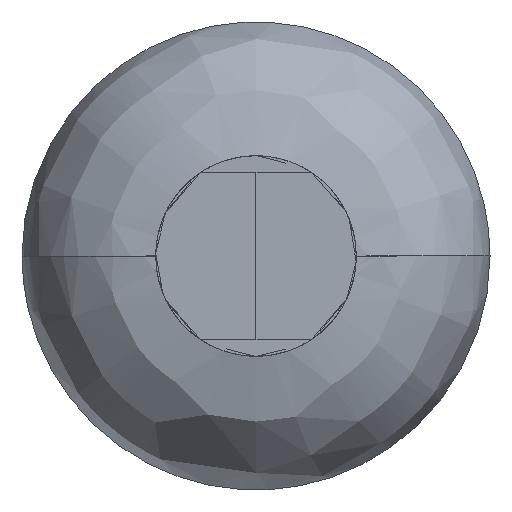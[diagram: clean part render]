
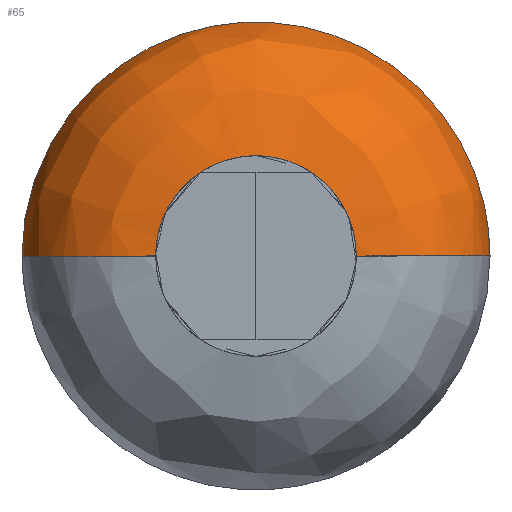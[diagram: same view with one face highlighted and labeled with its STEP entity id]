
A CAD part, front view. The second image highlights one B-rep face of the part: STEP entity #65.
In plain terms, the highlighted free-form (B-spline) face has degree [3, 3] with [7, 4] control points.
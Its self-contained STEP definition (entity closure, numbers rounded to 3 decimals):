
#22 = VERTEX_POINT('',#23);
#23 = CARTESIAN_POINT('',(11.302,-155.,0.));
#41 = VERTEX_POINT('',#42);
#42 = CARTESIAN_POINT('',(-11.302,-155.,0.));
#47 = EDGE_CURVE('',#41,#22,#48,.T.);
#48 = ( BOUNDED_CURVE() B_SPLINE_CURVE(2,(#49,#50,#51,#52,#53),
.UNSPECIFIED.,.F.,.F.) B_SPLINE_CURVE_WITH_KNOTS((3,2,3),(0.,
1.571,3.142),.PIECEWISE_BEZIER_KNOTS.) CURVE() 
GEOMETRIC_REPRESENTATION_ITEM() RATIONAL_B_SPLINE_CURVE((1.,
0.707,1.,0.707,1.)) REPRESENTATION_ITEM('') );
#49 = CARTESIAN_POINT('',(-11.302,-155.,0.));
#50 = CARTESIAN_POINT('',(-11.302,-155.,11.302
    ));
#51 = CARTESIAN_POINT('',(0.,-155.,
    11.302));
#52 = CARTESIAN_POINT('',(11.302,-155.,11.302
    ));
#53 = CARTESIAN_POINT('',(11.302,-155.,
    0.));
#65 = ADVANCED_FACE('',(#66),#99,.T.);
#66 = FACE_BOUND('',#67,.T.);
#67 = EDGE_LOOP('',(#68,#76,#77,#85,#93));
#68 = ORIENTED_EDGE('',*,*,#69,.F.);
#69 = EDGE_CURVE('',#22,#70,#72,.T.);
#70 = VERTEX_POINT('',#71);
#71 = CARTESIAN_POINT('',(4.844,-161.458,
    0.));
#72 = ( BOUNDED_CURVE() B_SPLINE_CURVE(2,(#73,#74,#75),.UNSPECIFIED.,.F.
,.F.) B_SPLINE_CURVE_WITH_KNOTS((3,3),(0.,1.571),
.PIECEWISE_BEZIER_KNOTS.) CURVE() GEOMETRIC_REPRESENTATION_ITEM() 
RATIONAL_B_SPLINE_CURVE((1.,0.707,1.)) REPRESENTATION_ITEM('') 
  );
#73 = CARTESIAN_POINT('',(11.302,-155.,
    0.));
#74 = CARTESIAN_POINT('',(11.302,-161.458,
    0.));
#75 = CARTESIAN_POINT('',(4.844,-161.458,
    0.));
#76 = ORIENTED_EDGE('',*,*,#47,.F.);
#77 = ORIENTED_EDGE('',*,*,#78,.T.);
#78 = EDGE_CURVE('',#41,#79,#81,.T.);
#79 = VERTEX_POINT('',#80);
#80 = CARTESIAN_POINT('',(-4.844,-161.458,
    0.));
#81 = ( BOUNDED_CURVE() B_SPLINE_CURVE(2,(#82,#83,#84),.UNSPECIFIED.,.F.
,.F.) B_SPLINE_CURVE_WITH_KNOTS((3,3),(0.,1.571),
.PIECEWISE_BEZIER_KNOTS.) CURVE() GEOMETRIC_REPRESENTATION_ITEM() 
RATIONAL_B_SPLINE_CURVE((1.,0.707,1.)) REPRESENTATION_ITEM('') 
  );
#82 = CARTESIAN_POINT('',(-11.302,-155.,
    0.));
#83 = CARTESIAN_POINT('',(-11.302,-161.458,
    0.));
#84 = CARTESIAN_POINT('',(-4.844,-161.458,
    0.));
#85 = ORIENTED_EDGE('',*,*,#86,.F.);
#86 = EDGE_CURVE('',#87,#79,#89,.T.);
#87 = VERTEX_POINT('',#88);
#88 = CARTESIAN_POINT('',(0.,-161.458,
    4.844));
#89 = ( BOUNDED_CURVE() B_SPLINE_CURVE(2,(#90,#91,#92),.UNSPECIFIED.,.F.
,.F.) B_SPLINE_CURVE_WITH_KNOTS((3,3),(0.,1.571),
.PIECEWISE_BEZIER_KNOTS.) CURVE() GEOMETRIC_REPRESENTATION_ITEM() 
RATIONAL_B_SPLINE_CURVE((1.,0.707,1.)) REPRESENTATION_ITEM('') 
  );
#90 = CARTESIAN_POINT('',(0.,-161.458,
    4.844));
#91 = CARTESIAN_POINT('',(-4.844,-161.458,4.844
    ));
#92 = CARTESIAN_POINT('',(-4.844,-161.458,
    0.));
#93 = ORIENTED_EDGE('',*,*,#94,.F.);
#94 = EDGE_CURVE('',#70,#87,#95,.T.);
#95 = ( BOUNDED_CURVE() B_SPLINE_CURVE(2,(#96,#97,#98),.UNSPECIFIED.,.F.
,.F.) B_SPLINE_CURVE_WITH_KNOTS((3,3),(0.,1.571),
.PIECEWISE_BEZIER_KNOTS.) CURVE() GEOMETRIC_REPRESENTATION_ITEM() 
RATIONAL_B_SPLINE_CURVE((1.,0.707,1.)) REPRESENTATION_ITEM('') 
  );
#96 = CARTESIAN_POINT('',(4.844,-161.458,
    0.));
#97 = CARTESIAN_POINT('',(4.844,-161.458,4.844)
  );
#98 = CARTESIAN_POINT('',(0.,-161.458,
    4.844));
#99 = ( BOUNDED_SURFACE() B_SPLINE_SURFACE(3,3,(
    (#100,#101,#102,#103)
    ,(#104,#105,#106,#107)
    ,(#108,#109,#110,#111)
    ,(#112,#113,#114,#115)
    ,(#116,#117,#118,#119)
    ,(#120,#121,#122,#123)
    ,(#124,#125,#126,#127
)),.UNSPECIFIED.,.F.,.F.,.F.) B_SPLINE_SURFACE_WITH_KNOTS((4,3,4),(4,4),
  (0.,1.,2.),(0.,1.),.PIECEWISE_BEZIER_KNOTS.) 
GEOMETRIC_REPRESENTATION_ITEM() RATIONAL_B_SPLINE_SURFACE((
    (1.439,1.112,1.112,1.439)
    ,(1.128,0.871,0.871,1.128)
    ,(1.128,0.871,0.871,1.128)
    ,(1.439,1.112,1.112,1.439)
    ,(1.128,0.871,0.871,1.128)
    ,(1.128,0.871,0.871,1.128)
    ,(1.439,1.112,1.112,1.439
))) REPRESENTATION_ITEM('') SURFACE() );
#100 = CARTESIAN_POINT('',(11.244,-154.573,
    -0.993));
#101 = CARTESIAN_POINT('',(11.52,-158.756,
    -1.017));
#102 = CARTESIAN_POINT('',(8.567,-161.72,
    -0.756));
#103 = CARTESIAN_POINT('',(4.4,-161.444,
    -0.388));
#104 = CARTESIAN_POINT('',(11.867,-154.573,
    6.064));
#105 = CARTESIAN_POINT('',(12.158,-158.756,
    6.212));
#106 = CARTESIAN_POINT('',(9.042,-161.72,4.62
    ));
#107 = CARTESIAN_POINT('',(4.644,-161.444,2.373
    ));
#108 = CARTESIAN_POINT('',(7.084,-154.573,
    11.288));
#109 = CARTESIAN_POINT('',(7.257,-158.756,
    11.565));
#110 = CARTESIAN_POINT('',(5.397,-161.72,8.6)
  );
#111 = CARTESIAN_POINT('',(2.772,-161.444,4.418));
#112 = CARTESIAN_POINT('',(0.,-154.573,
    11.288));
#113 = CARTESIAN_POINT('',(0.,-158.756,
    11.565));
#114 = CARTESIAN_POINT('',(0.,-161.72,
    8.6));
#115 = CARTESIAN_POINT('',(0.,-161.444,
    4.418));
#116 = CARTESIAN_POINT('',(-7.084,-154.573,
    11.288));
#117 = CARTESIAN_POINT('',(-7.257,-158.756,
    11.565));
#118 = CARTESIAN_POINT('',(-5.397,-161.72,
    8.6));
#119 = CARTESIAN_POINT('',(-2.772,-161.444,4.418
    ));
#120 = CARTESIAN_POINT('',(-11.867,-154.573,
    6.064));
#121 = CARTESIAN_POINT('',(-12.158,-158.756,
    6.212));
#122 = CARTESIAN_POINT('',(-9.042,-161.72,
    4.62));
#123 = CARTESIAN_POINT('',(-4.644,-161.444,
    2.373));
#124 = CARTESIAN_POINT('',(-11.244,-154.573,
    -0.993));
#125 = CARTESIAN_POINT('',(-11.52,-158.756,
    -1.017));
#126 = CARTESIAN_POINT('',(-8.567,-161.72,
    -0.756));
#127 = CARTESIAN_POINT('',(-4.4,-161.444,
    -0.388));
